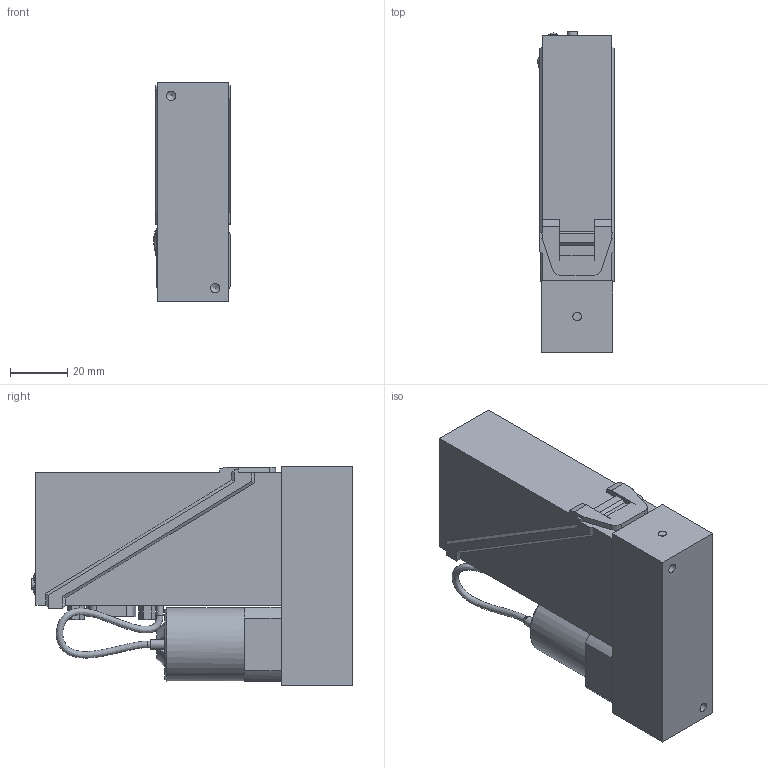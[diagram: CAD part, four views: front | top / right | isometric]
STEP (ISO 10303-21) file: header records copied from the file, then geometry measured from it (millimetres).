
FILE_DESCRIPTION((''),'2;1');
FILE_NAME('F-201CV.stp','2012-10-05T08:31:23',('M-Huiskes'),(''),'Autodesk Inventor 2009','Autodesk Inventor 2009','');
FILE_SCHEMA(('AUTOMOTIVE_DESIGN { 1 0 10303 214 1 1 1 1 }'));
Length unit declared in the file: millimetre
Products named in the file (1): Part97_6
Bounding box: 26.83 x 112.56 x 77 mm (x, y, z)
Volume: 169302.7 mm3; surface area: 29870.7 mm2
Topology: 1 solids, 1 shells, 405 faces, 1072 edges, 699 vertices
Faces by surface type: plane 248, cylinder 59, cone 44, bspline 33, sphere 11, torus 10
Full cylindrical faces by diameter (mm): 0.59 x9, 2.318 x3, 2.459 x2, 2.9 x2, 2.95 x2, 3 x3, 3.2 x2, 3.242 x2, 3.318 x1, 3.6 x1, 4.4 x1, 5.5 x5, 6 x4, 25.9 x1
Entity records: 13265 total; most frequent: CARTESIAN_POINT 3925, ORIENTED_EDGE 1926, DIRECTION 1734, EDGE_CURVE 963, VERTEX_POINT 655, VECTOR 620, LINE 620, AXIS2_PLACEMENT_3D 557
